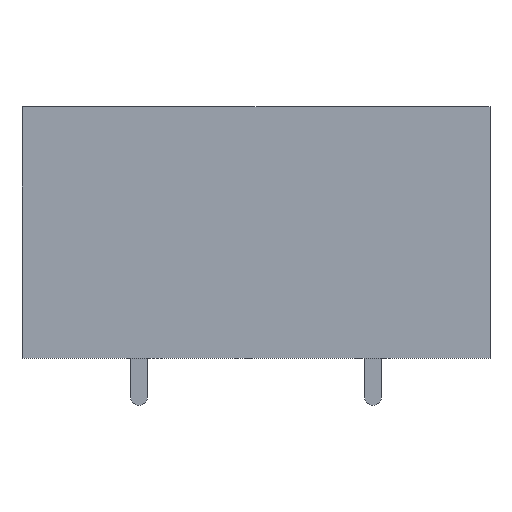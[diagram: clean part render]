
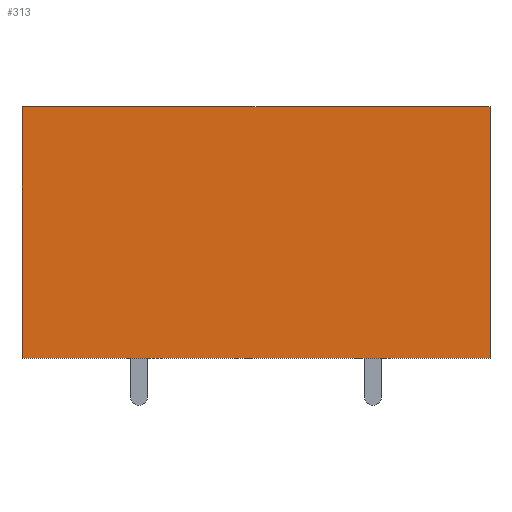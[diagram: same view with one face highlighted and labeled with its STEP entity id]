
A CAD part, front view. The second image highlights one B-rep face of the part: STEP entity #313.
In plain terms, the highlighted planar face has unit normal (0, -1, 0).
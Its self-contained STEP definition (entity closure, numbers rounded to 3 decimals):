
#313=ADVANCED_FACE('',(#865),#867,.T.);
#865=FACE_BOUND('',#866,.T.);
#866=EDGE_LOOP('',(#1390,#1391,#1392,#1393));
#867=PLANE('',#868);
#868=AXIS2_PLACEMENT_3D('',#869,#870,#871);
#869=CARTESIAN_POINT('',(-20.,-39.,0.));
#870=DIRECTION('',(0.,-1.,0.));
#871=DIRECTION('',(1.,0.,0.));
#1390=ORIENTED_EDGE('',*,*,#1694,.T.);
#1391=ORIENTED_EDGE('',*,*,#1698,.T.);
#1392=ORIENTED_EDGE('',*,*,#1661,.F.);
#1393=ORIENTED_EDGE('',*,*,#1648,.F.);
#1648=EDGE_CURVE('',#1987,#1989,#1990,.T.);
#1661=EDGE_CURVE('',#1989,#2011,#2012,.T.);
#1694=EDGE_CURVE('',#1987,#2059,#2060,.T.);
#1698=EDGE_CURVE('',#2059,#2011,#2066,.T.);
#1987=VERTEX_POINT('',#2900);
#1989=VERTEX_POINT('',#2904);
#1990=LINE('',#2905,#2906);
#2011=VERTEX_POINT('',#2952);
#2012=LINE('',#2953,#2954);
#2059=VERTEX_POINT('',#3072);
#2060=LINE('',#3073,#3074);
#2066=LINE('',#3089,#3090);
#2900=CARTESIAN_POINT('',(-20.,-39.,0.));
#2904=CARTESIAN_POINT('',(-20.,-39.,21.5));
#2905=CARTESIAN_POINT('',(-20.,-39.,0.));
#2906=VECTOR('',#2907,1.);
#2907=DIRECTION('',(0.,0.,1.));
#2952=CARTESIAN_POINT('',(20.,-39.,21.5));
#2953=CARTESIAN_POINT('',(-20.,-39.,21.5));
#2954=VECTOR('',#2955,1.);
#2955=DIRECTION('',(1.,0.,0.));
#3072=CARTESIAN_POINT('',(20.,-39.,0.));
#3073=CARTESIAN_POINT('',(-20.,-39.,0.));
#3074=VECTOR('',#3075,1.);
#3075=DIRECTION('',(1.,0.,0.));
#3089=CARTESIAN_POINT('',(20.,-39.,0.));
#3090=VECTOR('',#3091,1.);
#3091=DIRECTION('',(0.,0.,1.));
